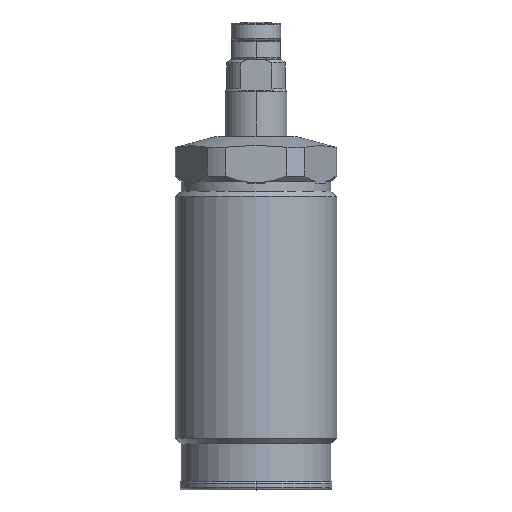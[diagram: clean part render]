
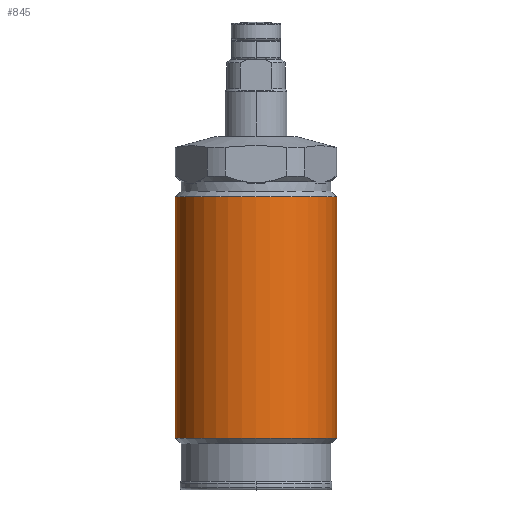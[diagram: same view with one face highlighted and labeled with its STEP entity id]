
A CAD part, top view. The second image highlights one B-rep face of the part: STEP entity #845.
In plain terms, the highlighted cylindrical face has radius 13 mm (diameter 26 mm), a partial arc.
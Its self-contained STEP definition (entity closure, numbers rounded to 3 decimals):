
#461=CYLINDRICAL_SURFACE('',#3503,13.);
#544=LINE('',#5218,#685);
#545=LINE('',#5219,#686);
#685=VECTOR('',#4162,1.);
#686=VECTOR('',#4163,1.);
#845=ADVANCED_FACE('',(#1088),#461,.T.);
#1088=FACE_OUTER_BOUND('',#1277,.T.);
#1277=EDGE_LOOP('',(#1677,#1678,#1679,#1680));
#1677=ORIENTED_EDGE('',*,*,#2773,.T.);
#1678=ORIENTED_EDGE('',*,*,#2774,.T.);
#1679=ORIENTED_EDGE('',*,*,#2771,.F.);
#1680=ORIENTED_EDGE('',*,*,#2775,.F.);
#2445=VERTEX_POINT('',#5210);
#2446=VERTEX_POINT('',#5212);
#2447=VERTEX_POINT('',#5216);
#2448=VERTEX_POINT('',#5217);
#2771=EDGE_CURVE('',#2445,#2446,#3185,.T.);
#2773=EDGE_CURVE('',#2447,#2448,#3186,.T.);
#2774=EDGE_CURVE('',#2448,#2446,#544,.T.);
#2775=EDGE_CURVE('',#2447,#2445,#545,.T.);
#3185=CIRCLE('',#3500,13.);
#3186=CIRCLE('',#3502,13.);
#3500=AXIS2_PLACEMENT_3D('',#5211,#4155,#4156);
#3502=AXIS2_PLACEMENT_3D('',#5215,#4160,#4161);
#3503=AXIS2_PLACEMENT_3D('',#5220,#4164,#4165);
#4155=DIRECTION('',(0.,-1.,0.));
#4156=DIRECTION('',(1.,0.,0.));
#4160=DIRECTION('',(0.,-1.,0.));
#4161=DIRECTION('',(1.,0.,0.));
#4162=DIRECTION('',(0.,-1.,0.));
#4163=DIRECTION('',(0.,-1.,0.));
#4164=DIRECTION('',(0.,-1.,0.));
#4165=DIRECTION('',(1.,0.,0.));
#5210=CARTESIAN_POINT('',(13.,-48.7,0.));
#5211=CARTESIAN_POINT('',(0.,-48.7,0.));
#5212=CARTESIAN_POINT('',(-13.,-48.7,0.));
#5215=CARTESIAN_POINT('',(0.,-9.7,0.));
#5216=CARTESIAN_POINT('',(13.,-9.7,0.));
#5217=CARTESIAN_POINT('',(-13.,-9.7,0.));
#5218=CARTESIAN_POINT('',(-13.,1.,0.));
#5219=CARTESIAN_POINT('',(13.,1.,0.));
#5220=CARTESIAN_POINT('',(0.,1.,0.));
